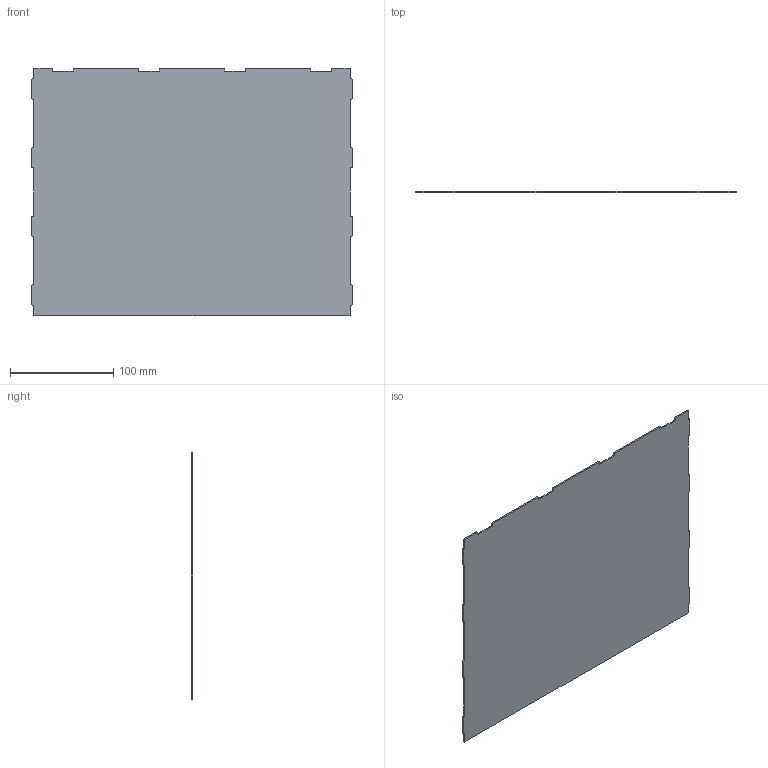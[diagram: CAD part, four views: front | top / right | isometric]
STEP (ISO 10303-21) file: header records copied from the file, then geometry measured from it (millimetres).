
FILE_DESCRIPTION (( 'STEP AP203' ), '1' );
FILE_NAME ('SHRPRO-V1 1300.02-A Hopper front plate 1.step', '2019-12-23T20:15:24', ( '' ), ( '' ), 'SwSTEP 2.0', 'SolidWorks 2018', '' );
FILE_SCHEMA (( 'CONFIG_CONTROL_DESIGN' ));
Length unit declared in the file: millimetre
Products named in the file (1): SHRPRO-V1 1300.02-A Hopper front plate 1
Bounding box: 310.5 x 1.5 x 240 mm (x, y, z)
Volume: 110448.4 mm3; surface area: 148980.2 mm2
Topology: 1 solids, 1 shells, 70 faces, 204 edges, 136 vertices
Faces by surface type: plane 70
Entity records: 2329 total; most frequent: CARTESIAN_POINT 427, ORIENTED_EDGE 408, DIRECTION 330, EDGE_CURVE 204, VECTOR 188, LINE 188, VERTEX_POINT 136, AXIS2_PLACEMENT_3D 71
